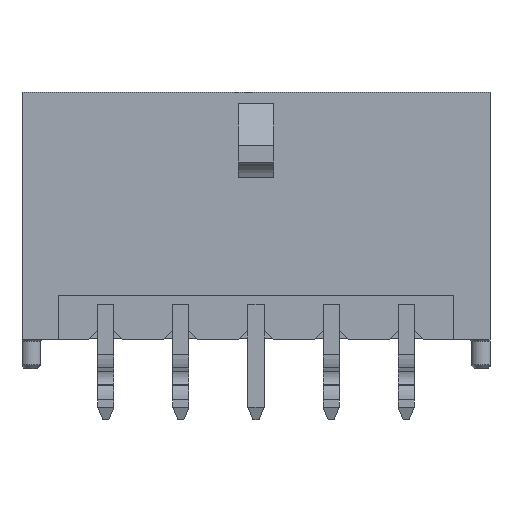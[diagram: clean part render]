
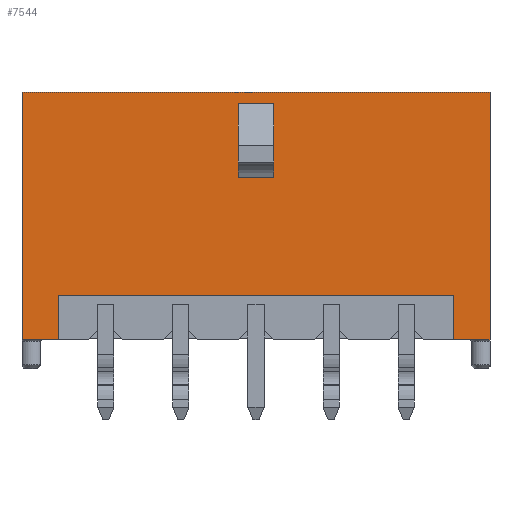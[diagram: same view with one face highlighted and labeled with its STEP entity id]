
A CAD part, left-side view. The second image highlights one B-rep face of the part: STEP entity #7544.
In plain terms, the highlighted planar face has unit normal (-1, 0, 0).
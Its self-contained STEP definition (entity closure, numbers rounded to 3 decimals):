
#1226=ORIENTED_EDGE('',*,*,#2985,.T.);
#1227=ORIENTED_EDGE('',*,*,#2986,.T.);
#1228=ORIENTED_EDGE('',*,*,#2987,.F.);
#1229=ORIENTED_EDGE('',*,*,#2988,.F.);
#1230=ORIENTED_EDGE('',*,*,#2989,.F.);
#1231=ORIENTED_EDGE('',*,*,#2777,.F.);
#1232=ORIENTED_EDGE('',*,*,#2971,.T.);
#1233=ORIENTED_EDGE('',*,*,#2712,.T.);
#1234=ORIENTED_EDGE('',*,*,#2977,.F.);
#1235=ORIENTED_EDGE('',*,*,#2626,.F.);
#1236=ORIENTED_EDGE('',*,*,#2990,.F.);
#1237=ORIENTED_EDGE('',*,*,#2991,.F.);
#2626=EDGE_CURVE('',#3611,#3605,#4351,.T.);
#2712=EDGE_CURVE('',#3685,#3684,#4437,.T.);
#2777=EDGE_CURVE('',#3748,#3749,#4500,.T.);
#2971=EDGE_CURVE('',#3748,#3685,#4692,.T.);
#2977=EDGE_CURVE('',#3605,#3684,#4695,.T.);
#2985=EDGE_CURVE('',#3845,#3846,#4702,.T.);
#2986=EDGE_CURVE('',#3846,#3847,#4703,.T.);
#2987=EDGE_CURVE('',#3848,#3847,#4704,.T.);
#2988=EDGE_CURVE('',#3845,#3848,#4705,.T.);
#2989=EDGE_CURVE('',#3749,#3849,#4706,.T.);
#2990=EDGE_CURVE('',#3850,#3611,#4707,.T.);
#2991=EDGE_CURVE('',#3849,#3850,#4708,.T.);
#3605=VERTEX_POINT('',#10696);
#3611=VERTEX_POINT('',#10708);
#3684=VERTEX_POINT('',#10878);
#3685=VERTEX_POINT('',#10880);
#3748=VERTEX_POINT('',#11009);
#3749=VERTEX_POINT('',#11011);
#3845=VERTEX_POINT('',#11410);
#3846=VERTEX_POINT('',#11411);
#3847=VERTEX_POINT('',#11413);
#3848=VERTEX_POINT('',#11415);
#3849=VERTEX_POINT('',#11418);
#3850=VERTEX_POINT('',#11420);
#4351=LINE('',#10709,#5356);
#4437=LINE('',#10879,#5442);
#4500=LINE('',#11010,#5505);
#4692=LINE('',#11373,#5697);
#4695=LINE('',#11394,#5700);
#4702=LINE('',#11409,#5707);
#4703=LINE('',#11412,#5708);
#4704=LINE('',#11414,#5709);
#4705=LINE('',#11416,#5710);
#4706=LINE('',#11417,#5711);
#4707=LINE('',#11419,#5712);
#4708=LINE('',#11421,#5713);
#5356=VECTOR('',#8686,1000.);
#5442=VECTOR('',#8794,1000.);
#5505=VECTOR('',#8865,1000.);
#5697=VECTOR('',#9199,1000.);
#5700=VECTOR('',#9204,1000.);
#5707=VECTOR('',#9217,1000.);
#5708=VECTOR('',#9218,1000.);
#5709=VECTOR('',#9219,1000.);
#5710=VECTOR('',#9220,1000.);
#5711=VECTOR('',#9221,1000.);
#5712=VECTOR('',#9222,1000.);
#5713=VECTOR('',#9223,1000.);
#6145=EDGE_LOOP('',(#1226,#1227,#1228,#1229));
#6146=EDGE_LOOP('',(#1230,#1231,#1232,#1233,#1234,#1235,#1236,#1237));
#6514=FACE_BOUND('',#6145,.T.);
#6515=FACE_BOUND('',#6146,.T.);
#6865=PLANE('',#7920);
#7544=ADVANCED_FACE('',(#6514,#6515),#6865,.T.);
#7920=AXIS2_PLACEMENT_3D('',#11408,#9215,#9216);
#8686=DIRECTION('',(0.,1.,0.));
#8794=DIRECTION('',(0.,1.,0.));
#8865=DIRECTION('',(0.,1.,0.));
#9199=DIRECTION('',(0.,0.,1.));
#9204=DIRECTION('',(0.,0.,1.));
#9215=DIRECTION('',(-1.,0.,0.));
#9216=DIRECTION('',(0.,0.,1.));
#9217=DIRECTION('',(0.,0.,1.));
#9218=DIRECTION('',(0.,-1.,0.));
#9219=DIRECTION('',(0.,0.,1.));
#9220=DIRECTION('',(0.,-1.,0.));
#9221=DIRECTION('',(0.,0.,1.));
#9222=DIRECTION('',(0.,0.,-1.));
#9223=DIRECTION('',(0.,1.,0.));
#10696=CARTESIAN_POINT('',(-3.43,9.35,-4.95));
#10708=CARTESIAN_POINT('',(-3.43,7.91,-4.95));
#10709=CARTESIAN_POINT('',(-3.43,-9.35,-4.95));
#10878=CARTESIAN_POINT('',(-3.43,9.35,4.95));
#10879=CARTESIAN_POINT('',(-3.43,-9.35,4.95));
#10880=CARTESIAN_POINT('',(-3.43,-9.35,4.95));
#11009=CARTESIAN_POINT('',(-3.43,-9.35,-4.95));
#11010=CARTESIAN_POINT('',(-3.43,-9.35,-4.95));
#11011=CARTESIAN_POINT('',(-3.43,-7.91,-4.95));
#11373=CARTESIAN_POINT('',(-3.43,-9.35,-4.95));
#11394=CARTESIAN_POINT('',(-3.43,9.35,-4.95));
#11408=CARTESIAN_POINT('',(-3.43,-9.35,-4.95));
#11409=CARTESIAN_POINT('',(-3.43,0.7,1.53));
#11410=CARTESIAN_POINT('',(-3.43,0.7,1.53));
#11411=CARTESIAN_POINT('',(-3.43,0.7,4.485));
#11412=CARTESIAN_POINT('',(-3.43,0.7,4.485));
#11413=CARTESIAN_POINT('',(-3.43,-0.7,4.485));
#11414=CARTESIAN_POINT('',(-3.43,-0.7,1.53));
#11415=CARTESIAN_POINT('',(-3.43,-0.7,1.53));
#11416=CARTESIAN_POINT('',(-3.43,0.7,1.53));
#11417=CARTESIAN_POINT('',(-3.43,-7.91,-4.95));
#11418=CARTESIAN_POINT('',(-3.43,-7.91,-3.19));
#11419=CARTESIAN_POINT('',(-3.43,7.91,-3.19));
#11420=CARTESIAN_POINT('',(-3.43,7.91,-3.19));
#11421=CARTESIAN_POINT('',(-3.43,-7.91,-3.19));
